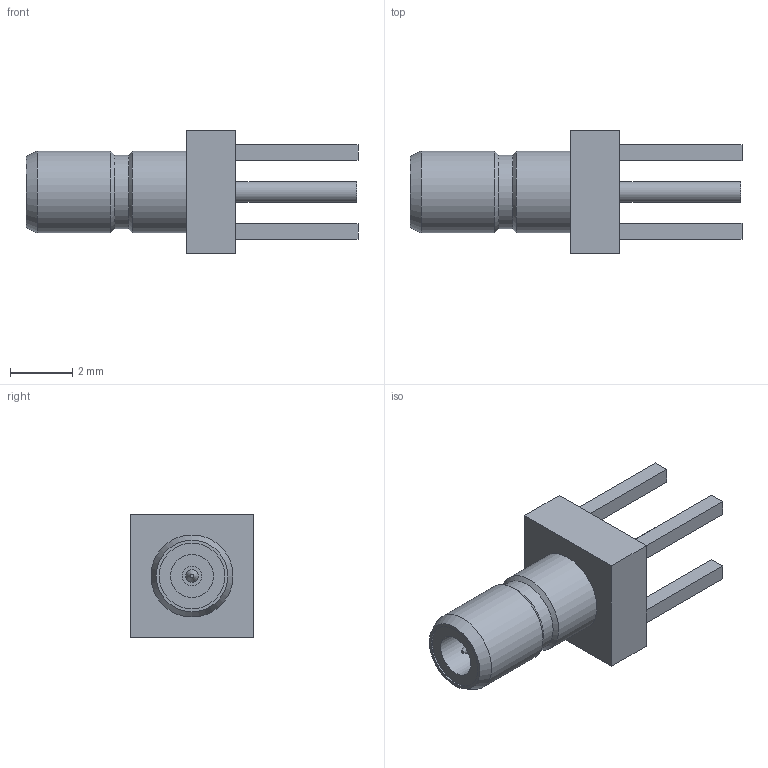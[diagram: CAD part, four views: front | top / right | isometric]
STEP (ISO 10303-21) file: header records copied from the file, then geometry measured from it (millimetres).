
FILE_DESCRIPTION (( 'STEP AP203' ), '1' );
FILE_NAME ('FMCN4340_3D.step', '2022-11-28T18:46:24', ( '' ), ( '' ), 'SwSTEP 2.0', 'SolidWorks 2021', '' );
FILE_SCHEMA (( 'CONFIG_CONTROL_DESIGN' ));
Length unit declared in the file: inch
Products named in the file (1): FMCN4340_3D
Bounding box: 10.69 x 3.96 x 3.96 mm (x, y, z)
Volume: 54.2 mm3; surface area: 152.1 mm2
Topology: 1 solids, 1 shells, 46 faces, 93 edges, 60 vertices
Faces by surface type: plane 33, cylinder 9, cone 4
Full cylindrical faces by diameter (mm): 0.405 x1, 0.635 x1, 0.66 x1, 1.374 x1, 2.032 x1, 2.114 x1, 2.374 x1, 2.64 x2
Entity records: 1203 total; most frequent: DIRECTION 194, CARTESIAN_POINT 187, ORIENTED_EDGE 160, EDGE_CURVE 80, EDGE_LOOP 70, AXIS2_PLACEMENT_3D 67, VECTOR 60, VERTEX_POINT 60
